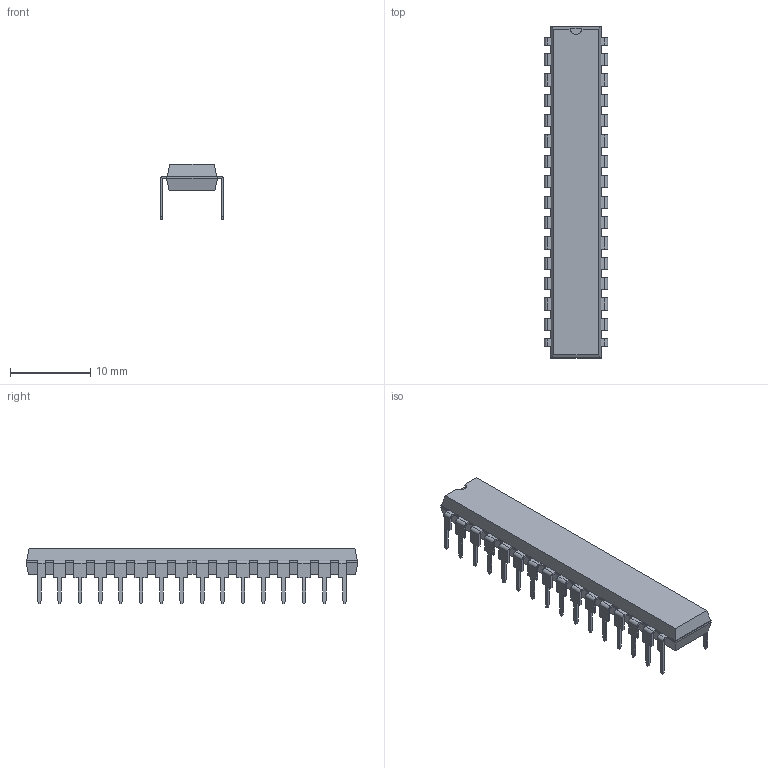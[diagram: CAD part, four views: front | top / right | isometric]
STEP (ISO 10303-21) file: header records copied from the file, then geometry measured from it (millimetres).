
FILE_DESCRIPTION(/* description */ ('model of DIP-32_W7.62mm'),/* implementation_level */ '2;1');
FILE_NAME(/* name */ 'DIP-32_W7.62mm.step',/* time_stamp */ '2017-06-22T15:59:22',/* author */ ('kicad StepUp','ksu'),/* organization */ ('FreeCAD'),/* preprocessor_version */ 'OCC',/* originating_system */ 'kicad StepUp',/* authorisation */ '');
FILE_SCHEMA(('AUTOMOTIVE_DESIGN_CC2 { 1 2 10303 214 -1 1 5 4 }'));
Length unit declared in the file: millimetre
Products named in the file (2): ASSEMBLY; DIP_32_W762mm
Assembly tree (1 placements, depth 2):
  ASSEMBLY
    DIP_32_W762mm
Bounding box: 7.87 x 41.4 x 6.98 mm (x, y, z)
Volume: 851.9 mm3; surface area: 1207.4 mm2
Topology: 1 solids, 1 shells, 556 faces, 1524 edges, 970 vertices
Faces by surface type: plane 447, cylinder 65, bspline 44
Entity records: 41890 total; most frequent: CARTESIAN_POINT 7797, DIRECTION 5460, LINE 4098, VECTOR 4098, ORIENTED_EDGE 3048, PCURVE 3048, DEFINITIONAL_REPRESENTATION 3048, EDGE_CURVE 1524
